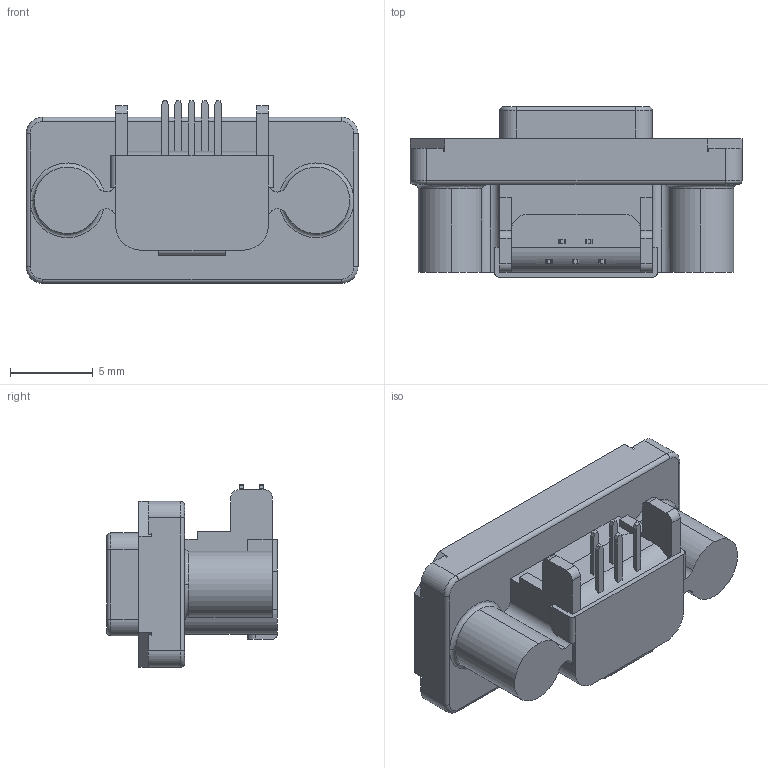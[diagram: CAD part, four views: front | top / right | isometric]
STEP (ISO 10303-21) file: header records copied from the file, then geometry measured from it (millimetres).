
FILE_DESCRIPTION (( 'STEP AP214' ), '1' );
FILE_NAME ('M-MUSB-B151-34-REVG2.STEP', '2015-01-12T14:22:20', ( 'NAIO R&D' ), ( '' ), 'SwSTEP 2.0', 'SolidWorks 2014', '' );
FILE_SCHEMA (( 'AUTOMOTIVE_DESIGN' ));
Length unit declared in the file: millimetre
Products named in the file (1): M-MUSB-B151-34-REVG2
Bounding box: 20 x 10.28 x 11 mm (x, y, z)
Volume: 929 mm3; surface area: 1655.8 mm2
Topology: 1 solids, 1 shells, 676 faces, 1904 edges, 1230 vertices
Faces by surface type: plane 389, cylinder 200, bspline 71, cone 16
Entity records: 25453 total; most frequent: CARTESIAN_POINT 8815, ORIENTED_EDGE 3800, DIRECTION 2942, EDGE_CURVE 1900, VECTOR 1246, LINE 1246, VERTEX_POINT 1230, AXIS2_PLACEMENT_3D 848
